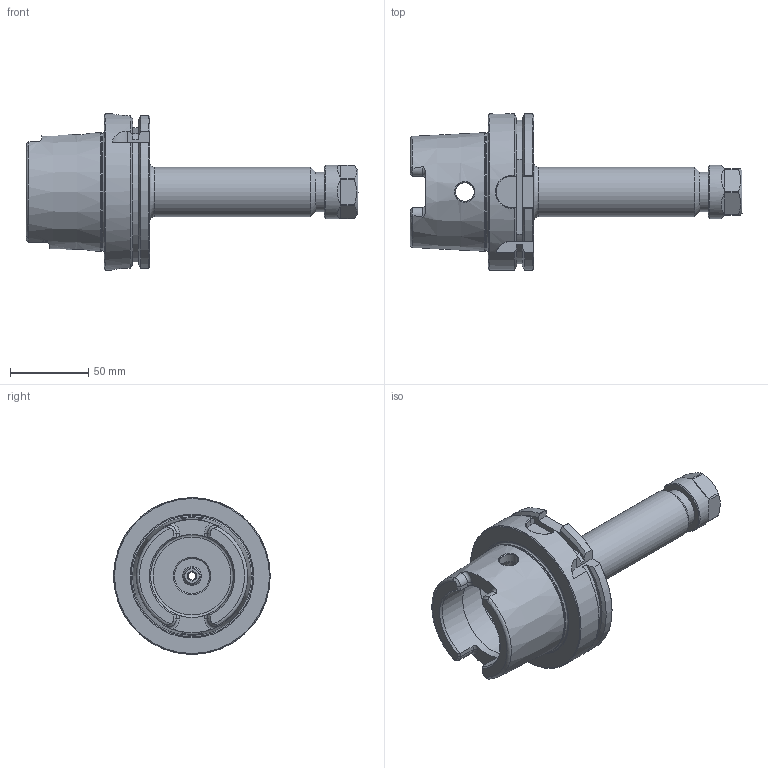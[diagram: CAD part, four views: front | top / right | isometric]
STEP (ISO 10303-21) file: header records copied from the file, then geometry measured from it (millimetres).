
FILE_DESCRIPTION((''),'2;1');
FILE_NAME('H100-20ER642.stp','2014-08-08T09:43:29',('kaykin'),(''),'Autodesk Inventor 2012','Autodesk Inventor 2012','');
FILE_SCHEMA(('AUTOMOTIVE_DESIGN { 1 0 10303 214 1 1 1 1 }'));
Length unit declared in the file: inch
Products named in the file (5): H100-20ER642; H100-20ER6-1; BS-09; 20ERHPN
Assembly tree (4 placements, depth 3):
  H100-20ER642
    H100-20ER6-1
      H100-20ER6-1
      BS-09
    20ERHPN
Bounding box: 212.17 x 100 x 100 mm (x, y, z)
Volume: 337950.7 mm3; surface area: 71898.1 mm2
Topology: 3 solids, 3 shells, 187 faces, 457 edges, 282 vertices
Faces by surface type: plane 74, cylinder 45, cone 40, torus 16, bspline 12
Full cylindrical faces by diameter (mm): 7.137 x1, 10 x1, 10.719 x2, 11.989 x1, 12 x3, 12.751 x1, 14.097 x1, 14.478 x1, 14.91 x1, 20.066 x1, 22.377 x1, 23.52 x1, 25 x1, 25.016 x1, 25.527 x1, 31.75 x1, 34.036 x1, 53 x2, 63 x1, 75.364 x1, 100 x1
Entity records: 6244 total; most frequent: CARTESIAN_POINT 2058, DIRECTION 793, ORIENTED_EDGE 764, EDGE_CURVE 382, AXIS2_PLACEMENT_3D 331, VERTEX_POINT 268, EDGE_LOOP 264, FACE_OUTER_BOUND 187
